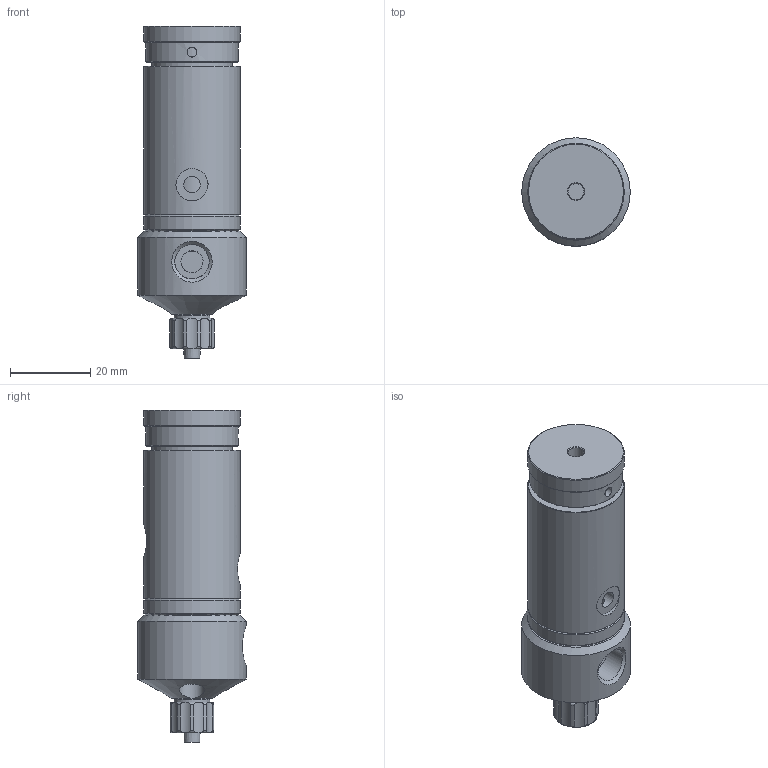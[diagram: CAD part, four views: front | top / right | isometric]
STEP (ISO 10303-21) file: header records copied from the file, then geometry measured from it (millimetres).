
FILE_DESCRIPTION(/* description */ ('Unknown','CAx-IF Rec.Pracs.---Representation and Presentation of Product Manufacturing Information (PMI)---4.0---2014-10-13','CAx-IF Rec.Pracs.---3D Tessellated Geometry---0.4---2014-09-14','2;1'),/* implementation_level */ '2;1');
FILE_NAME(/* name */ 'DV-5625-T_Kunde',/* time_stamp */ '2023-11-21T10:35:28+01:00',/* author */ ('Unknown'),/* organization */ ('Unknown'),/* preprocessor_version */ 'ST-DEVELOPER v16.7',/* originating_system */ 'Solid Edge',/* authorisation */ 'Unknown');
FILE_SCHEMA (('AP242_MANAGED_MODEL_BASED_3D_ENGINEERING_MIM_LF { 1 0 10303 442 1 1 4 }'));
Length unit declared in the file: millimetre
Products named in the file (11): DV-5625-T_zumStep_Kunde; S00474_R1_Zylinder; S01874_R0_Kammer_DV5625-T; S00477_R0_Stellschraube; S00478_R0_Stellgewinde; S00479_R0_Stellrändel; O-Ring 15x2,5; S00480_R1_Skalenring; DIN912 M3 x 20; S00475_R1_Membran; 506704_Luer-Lock-60
Assembly tree (11 placements, depth 3):
  DV-5625-T_zumStep_Kunde
    S00474_R1_Zylinder
    S01874_R0_Kammer_DV5625-T
    S00477_R0_Stellschraube
      S00478_R0_Stellgewinde
      S00479_R0_Stellrändel
      O-Ring 15x2,5
      S00480_R1_Skalenring
    DIN912 M3 x 20  x2
    S00475_R1_Membran
    506704_Luer-Lock-60
Bounding box: 27 x 27 x 82.67 mm (x, y, z)
Volume: 36580.2 mm3; surface area: 15948.5 mm2
Topology: 10 solids, 10 shells, 223 faces, 556 edges, 363 vertices
Faces by surface type: cylinder 92, plane 61, cone 40, bspline 24, torus 6
Full cylindrical faces by diameter (mm): 2 x2, 2.459 x16, 2.5 x1, 2.7 x1, 3 x2, 3.175 x1, 3.6 x2, 4 x1, 4.134 x2, 4.976 x1, 5.5 x3, 6.2 x2, 7.95 x1, 8 x3, 8.566 x2, 8.89 x1, 11.6 x1, 12 x1, 12.3 x1, 14 x1, 15.98 x2, 16 x1, 18.4 x1, 18.6 x2, 20 x1, 23 x1, 24 x3, 27 x1
Entity records: 9464 total; most frequent: CARTESIAN_POINT 4172, DIRECTION 804, ORIENTED_EDGE 738, EDGE_CURVE 369, AXIS2_PLACEMENT_3D 366, FACE_BOUND 363, EDGE_LOOP 355, VERTEX_POINT 292
